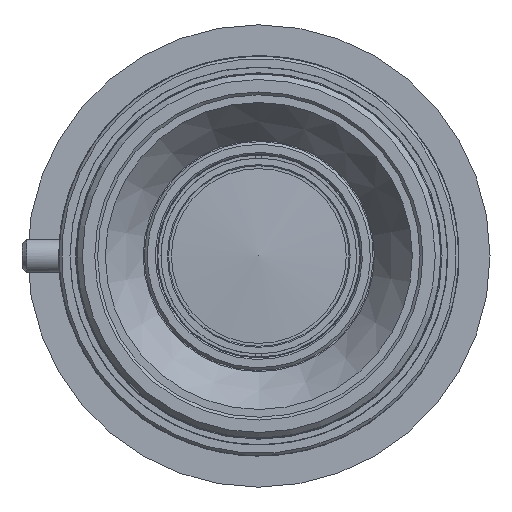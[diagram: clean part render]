
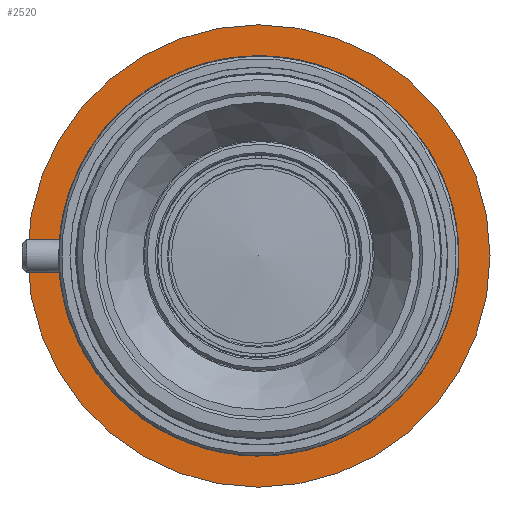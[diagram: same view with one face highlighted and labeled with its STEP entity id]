
A CAD part, left-side view. The second image highlights one B-rep face of the part: STEP entity #2520.
In plain terms, the highlighted planar face has unit normal (-1, 0, 0).
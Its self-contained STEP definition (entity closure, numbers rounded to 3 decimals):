
#258=PLANE('',#12792);
#2520=ADVANCED_FACE('',(#3791,#3792),#258,.T.);
#3282=CIRCLE('',#12789,35.5);
#3283=CIRCLE('',#12791,41.);
#3791=FACE_BOUND('',#4607,.T.);
#3792=FACE_BOUND('',#4608,.T.);
#4607=EDGE_LOOP('',(#6880));
#4608=EDGE_LOOP('',(#6881));
#6880=ORIENTED_EDGE('',*,*,#10948,.T.);
#6881=ORIENTED_EDGE('',*,*,#10949,.F.);
#9467=VERTEX_POINT('',#21325);
#9468=VERTEX_POINT('',#21328);
#10948=EDGE_CURVE('',#9467,#9467,#3282,.T.);
#10949=EDGE_CURVE('',#9468,#9468,#3283,.T.);
#12789=AXIS2_PLACEMENT_3D('',#21324,#14230,#14231);
#12791=AXIS2_PLACEMENT_3D('',#21327,#14234,#14235);
#12792=AXIS2_PLACEMENT_3D('',#21329,#14236,#14237);
#14230=DIRECTION('',(1.,0.,0.));
#14231=DIRECTION('',(0.,1.,0.));
#14234=DIRECTION('',(1.,0.,0.));
#14235=DIRECTION('',(0.,1.,0.));
#14236=DIRECTION('',(-1.,0.,0.));
#14237=DIRECTION('',(0.,1.,0.));
#21324=CARTESIAN_POINT('',(-125.186,0.,0.));
#21325=CARTESIAN_POINT('',(-125.186,35.5,0.));
#21327=CARTESIAN_POINT('',(-125.186,0.,0.));
#21328=CARTESIAN_POINT('',(-125.186,41.,0.));
#21329=CARTESIAN_POINT('',(-125.186,-45.1,45.1));
